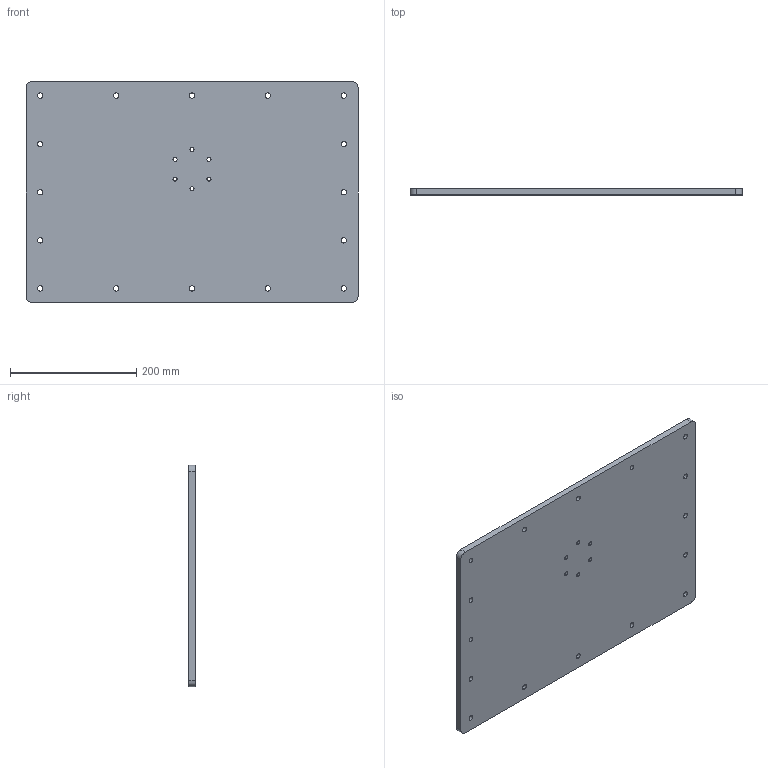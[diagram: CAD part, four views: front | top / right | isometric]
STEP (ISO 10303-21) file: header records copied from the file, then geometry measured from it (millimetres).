
FILE_DESCRIPTION (( 'STEP AP214' ), '1' );
FILE_NAME ('mafsal_mount_top.STEP', '2025-02-15T23:17:45', ( '' ), ( '' ), 'SwSTEP 2.0', 'SolidWorks 2025', '' );
FILE_SCHEMA (( 'AUTOMOTIVE_DESIGN' ));
Length unit declared in the file: millimetre
Products named in the file (1): mafsal_mount_top
Bounding box: 525 x 10 x 350 mm (x, y, z)
Volume: 1825844.6 mm3; surface area: 387925.9 mm2
Topology: 1 solids, 1 shells, 54 faces, 156 edges, 104 vertices
Faces by surface type: cylinder 48, plane 6
Entity records: 1947 total; most frequent: DIRECTION 362, CARTESIAN_POINT 315, ORIENTED_EDGE 312, EDGE_CURVE 156, AXIS2_PLACEMENT_3D 151, VERTEX_POINT 104, EDGE_LOOP 98, CIRCLE 96
